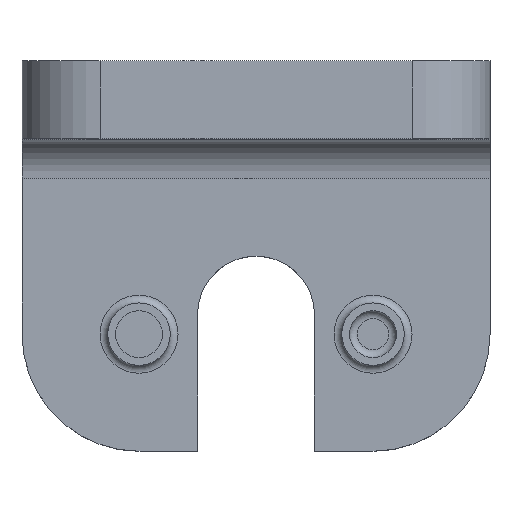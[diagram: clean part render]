
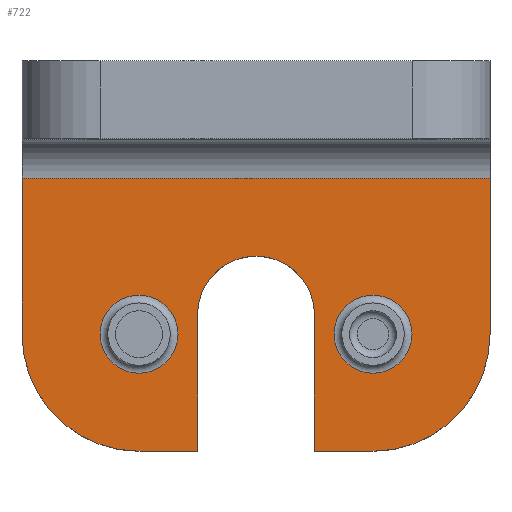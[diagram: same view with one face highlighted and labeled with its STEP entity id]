
A CAD part, top view. The second image highlights one B-rep face of the part: STEP entity #722.
In plain terms, the highlighted planar face has unit normal (0, 0, 1).
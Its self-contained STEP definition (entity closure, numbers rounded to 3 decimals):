
#20=FACE_BOUND('',#110,.T.);
#21=FACE_BOUND('',#111,.T.);
#36=PLANE('',#794);
#66=FACE_OUTER_BOUND('',#109,.T.);
#109=EDGE_LOOP('',(#554,#555,#556,#557,#558,#559,#560,#561,#562,#563));
#110=EDGE_LOOP('',(#564));
#111=EDGE_LOOP('',(#565));
#173=LINE('',#1172,#234);
#176=LINE('',#1178,#237);
#177=LINE('',#1180,#238);
#178=LINE('',#1182,#239);
#179=LINE('',#1186,#240);
#180=LINE('',#1188,#241);
#181=LINE('',#1191,#242);
#234=VECTOR('',#947,10.);
#237=VECTOR('',#952,10.);
#238=VECTOR('',#953,10.);
#239=VECTOR('',#954,10.);
#240=VECTOR('',#957,10.);
#241=VECTOR('',#958,10.);
#242=VECTOR('',#961,10.);
#276=CIRCLE('',#791,30.);
#278=CIRCLE('',#795,30.);
#279=CIRCLE('',#796,15.);
#280=CIRCLE('',#797,10.);
#281=CIRCLE('',#798,10.);
#334=VERTEX_POINT('',#1162);
#335=VERTEX_POINT('',#1163);
#338=VERTEX_POINT('',#1171);
#340=VERTEX_POINT('',#1177);
#341=VERTEX_POINT('',#1179);
#342=VERTEX_POINT('',#1181);
#343=VERTEX_POINT('',#1183);
#344=VERTEX_POINT('',#1185);
#345=VERTEX_POINT('',#1187);
#346=VERTEX_POINT('',#1189);
#347=VERTEX_POINT('',#1192);
#348=VERTEX_POINT('',#1194);
#416=EDGE_CURVE('',#334,#335,#276,.T.);
#420=EDGE_CURVE('',#338,#335,#173,.T.);
#423=EDGE_CURVE('',#334,#340,#176,.T.);
#424=EDGE_CURVE('',#341,#340,#177,.T.);
#425=EDGE_CURVE('',#341,#342,#178,.T.);
#426=EDGE_CURVE('',#343,#342,#278,.T.);
#427=EDGE_CURVE('',#343,#344,#179,.T.);
#428=EDGE_CURVE('',#344,#345,#180,.T.);
#429=EDGE_CURVE('',#345,#346,#279,.T.);
#430=EDGE_CURVE('',#346,#338,#181,.T.);
#431=EDGE_CURVE('',#347,#347,#280,.T.);
#432=EDGE_CURVE('',#348,#348,#281,.T.);
#554=ORIENTED_EDGE('',*,*,#416,.F.);
#555=ORIENTED_EDGE('',*,*,#423,.T.);
#556=ORIENTED_EDGE('',*,*,#424,.F.);
#557=ORIENTED_EDGE('',*,*,#425,.T.);
#558=ORIENTED_EDGE('',*,*,#426,.F.);
#559=ORIENTED_EDGE('',*,*,#427,.T.);
#560=ORIENTED_EDGE('',*,*,#428,.T.);
#561=ORIENTED_EDGE('',*,*,#429,.T.);
#562=ORIENTED_EDGE('',*,*,#430,.T.);
#563=ORIENTED_EDGE('',*,*,#420,.T.);
#564=ORIENTED_EDGE('',*,*,#431,.F.);
#565=ORIENTED_EDGE('',*,*,#432,.F.);
#722=ADVANCED_FACE('',(#66,#20,#21),#36,.T.);
#791=AXIS2_PLACEMENT_3D('',#1164,#939,#940);
#794=AXIS2_PLACEMENT_3D('',#1176,#950,#951);
#795=AXIS2_PLACEMENT_3D('',#1184,#955,#956);
#796=AXIS2_PLACEMENT_3D('',#1190,#959,#960);
#797=AXIS2_PLACEMENT_3D('',#1193,#962,#963);
#798=AXIS2_PLACEMENT_3D('',#1195,#964,#965);
#939=DIRECTION('center_axis',(0.,0.,-1.));
#940=DIRECTION('ref_axis',(0.707,-0.707,0.));
#947=DIRECTION('',(1.,0.,0.));
#950=DIRECTION('center_axis',(0.,0.,1.));
#951=DIRECTION('ref_axis',(1.,0.,0.));
#952=DIRECTION('',(0.,1.,0.));
#953=DIRECTION('',(1.,0.,0.));
#954=DIRECTION('',(0.,-1.,0.));
#955=DIRECTION('center_axis',(0.,0.,-1.));
#956=DIRECTION('ref_axis',(-0.707,-0.707,0.));
#957=DIRECTION('',(1.,0.,0.));
#958=DIRECTION('',(0.,1.,0.));
#959=DIRECTION('center_axis',(0.,0.,-1.));
#960=DIRECTION('ref_axis',(1.,0.,0.));
#961=DIRECTION('',(0.,-1.,0.));
#962=DIRECTION('center_axis',(0.,0.,1.));
#963=DIRECTION('ref_axis',(1.,0.,0.));
#964=DIRECTION('center_axis',(0.,0.,1.));
#965=DIRECTION('ref_axis',(1.,0.,0.));
#1162=CARTESIAN_POINT('',(120.,30.,20.));
#1163=CARTESIAN_POINT('',(90.,0.,20.));
#1164=CARTESIAN_POINT('Origin',(90.,30.,20.));
#1171=CARTESIAN_POINT('',(75.,0.,20.));
#1172=CARTESIAN_POINT('',(120.,0.,20.));
#1176=CARTESIAN_POINT('Origin',(60.,40.,20.));
#1177=CARTESIAN_POINT('',(120.,70.,20.));
#1178=CARTESIAN_POINT('',(120.,80.,20.));
#1179=CARTESIAN_POINT('',(0.,70.,20.));
#1180=CARTESIAN_POINT('',(30.,70.,20.));
#1181=CARTESIAN_POINT('',(0.,30.,20.));
#1182=CARTESIAN_POINT('',(0.,0.,20.));
#1183=CARTESIAN_POINT('',(30.,0.,20.));
#1184=CARTESIAN_POINT('Origin',(30.,30.,20.));
#1185=CARTESIAN_POINT('',(45.,0.,20.));
#1186=CARTESIAN_POINT('',(120.,0.,20.));
#1187=CARTESIAN_POINT('',(45.,35.,20.));
#1188=CARTESIAN_POINT('',(45.,0.,20.));
#1189=CARTESIAN_POINT('',(75.,35.,20.));
#1190=CARTESIAN_POINT('Origin',(60.,35.,20.));
#1191=CARTESIAN_POINT('',(75.,0.,20.));
#1192=CARTESIAN_POINT('',(40.,30.,20.));
#1193=CARTESIAN_POINT('Origin',(30.,30.,20.));
#1194=CARTESIAN_POINT('',(100.,30.,20.));
#1195=CARTESIAN_POINT('Origin',(90.,30.,20.));
